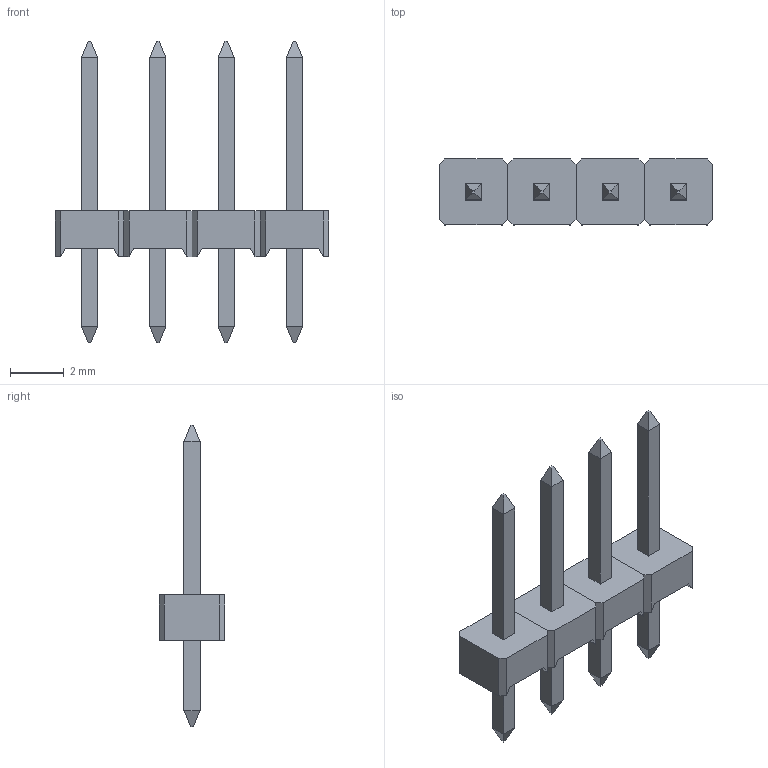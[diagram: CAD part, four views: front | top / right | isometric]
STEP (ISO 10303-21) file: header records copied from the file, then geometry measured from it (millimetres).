
FILE_DESCRIPTION((''),'2;1');
FILE_NAME('COMATEL_385.0358.1.04.400.stp','2010-06-30T15:34:25',(''),(''),'Mechanical Desktop 2010','Mechanical Desktop 2010',', , ');
FILE_SCHEMA(('AUTOMOTIVE_DESIGN { 1 2 10303 214 1 1 1 1 }'));
Length unit declared in the file: millimetre
Products named in the file (1): Product
Bounding box: 10.16 x 2.45 x 11.2 mm (x, y, z)
Volume: 49.1 mm3; surface area: 205.3 mm2
Topology: 12 solids, 12 shells, 136 faces, 288 edges, 176 vertices
Faces by surface type: plane 136
Entity records: 3549 total; most frequent: CARTESIAN_POINT 601, ORIENTED_EDGE 576, DIRECTION 562, VECTOR 288, LINE 288, EDGE_CURVE 288, VERTEX_POINT 176, AXIS2_PLACEMENT_3D 137
